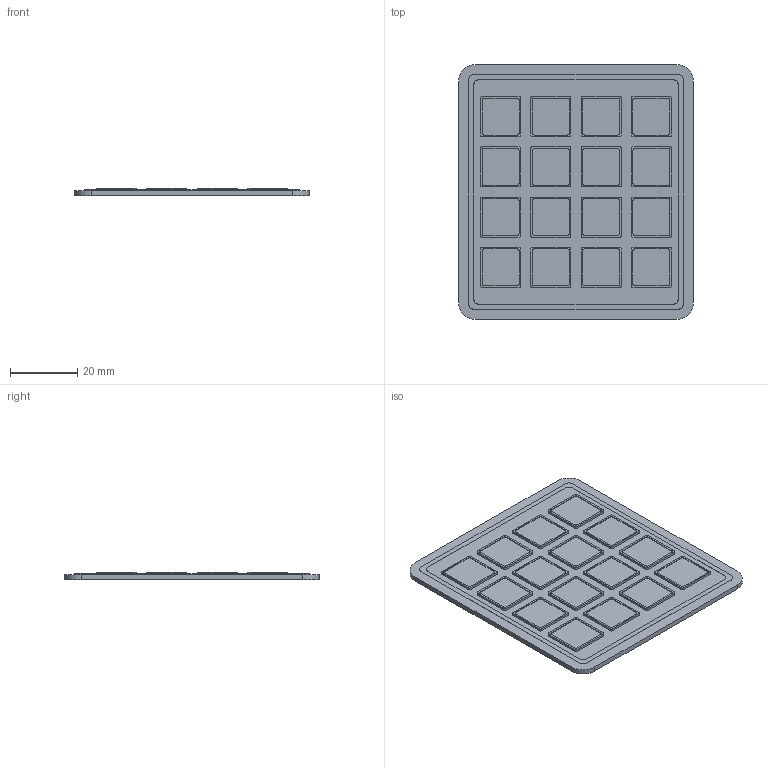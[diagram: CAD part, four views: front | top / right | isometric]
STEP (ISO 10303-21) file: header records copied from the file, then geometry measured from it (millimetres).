
FILE_DESCRIPTION(('FreeCAD Model'),'2;1');
FILE_NAME('Open CASCADE Shape Model','2025-11-26T12:24:31',('Author'),( ''),'Open CASCADE STEP processor 7.8','FreeCAD','Unknown');
FILE_SCHEMA(('AUTOMOTIVE_DESIGN { 1 0 10303 214 1 1 1 1 }'));
Length unit declared in the file: millimetre
Products named in the file (18): Keypad_4x4; Keypad-Base_001; Keypad-ButtonBlue_001; Keypad-ButtonBlue_002; Keypad-ButtonBlue_003; Keypad-ButtonBlue_004; Keypad-ButtonBlue_005; Keypad-ButtonBlue_006; Keypad-ButtonBlue_007; Keypad-ButtonBlue_008; Keypad-ButtonBlue_009; Keypad-ButtonBlue_010; Keypad-ButtonRed_001; Keypad-ButtonRed_002; Keypad-ButtonRed_003; Keypad-ButtonRed_004; Keypad-ButtonRed_005; Keypad-ButtonRed_006
Assembly tree (17 placements, depth 2):
  Keypad_4x4
    Keypad-Base_001
    Keypad-ButtonBlue_001
    Keypad-ButtonBlue_002
    Keypad-ButtonBlue_003
    Keypad-ButtonBlue_004
    Keypad-ButtonBlue_005
    Keypad-ButtonBlue_006
    Keypad-ButtonBlue_007
    Keypad-ButtonBlue_008
    Keypad-ButtonBlue_009
    Keypad-ButtonBlue_010
    Keypad-ButtonRed_001
    Keypad-ButtonRed_002
    Keypad-ButtonRed_003
    Keypad-ButtonRed_004
    Keypad-ButtonRed_005
    Keypad-ButtonRed_006
Bounding box: 70 x 76 x 2.2 mm (x, y, z)
Volume: 9839.8 mm3; surface area: 18873.9 mm2
Topology: 34 solids, 34 shells, 524 faces, 1320 edges, 880 vertices
Faces by surface type: plane 288, cylinder 236
Full cylindrical faces by diameter (mm): 3 x32
Entity records: 21110 total; most frequent: DIRECTION 2876, CARTESIAN_POINT 2742, ORIENTED_EDGE 2640, EDGE_CURVE 1320, AXIS2_PLACEMENT_3D 1014, VERTEX_POINT 880, LINE 848, VECTOR 848
